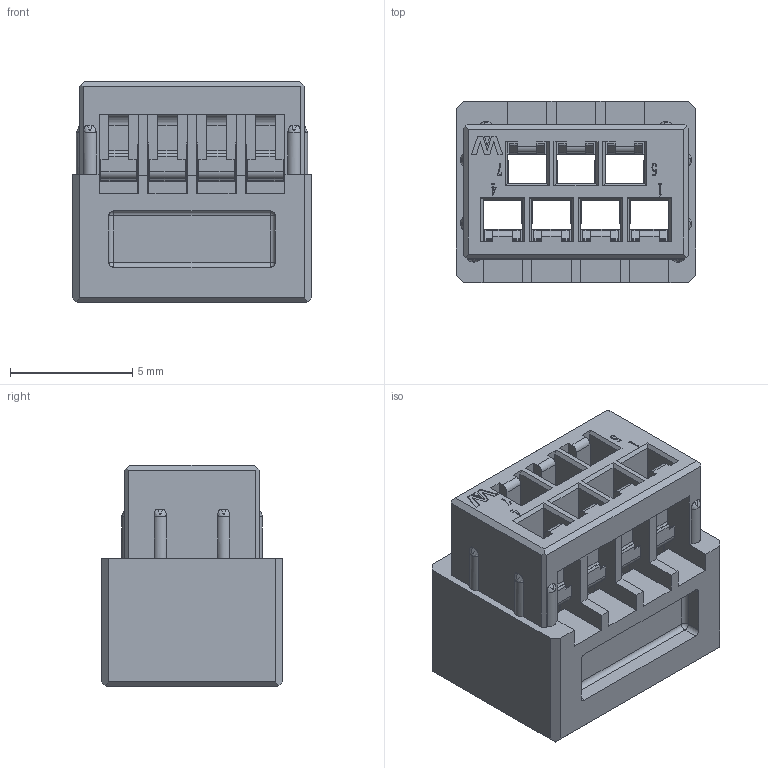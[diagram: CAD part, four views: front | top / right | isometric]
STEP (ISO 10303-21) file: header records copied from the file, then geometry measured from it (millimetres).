
FILE_DESCRIPTION( ('This file contains a STEP AP42 implementation' ,'as created by ZW3D STEP Interface translator.') ,'2;1' );
FILE_NAME( 'GMJE06E-2007A02(W).stp' ,'231225.112211', (''), ('ZWCAD Software Co.'), 'Version 1.0', 'ZW3D to STEP translator', '' );
FILE_SCHEMA(('AUTOMOTIVE_DESIGN { 1 0 10303 214 1 1 1 1 }'));
Length unit declared in the file: millimetre
Products named in the file (1): 0
Bounding box: 9.8 x 7.4 x 9.05 mm (x, y, z)
Volume: 273 mm3; surface area: 798.9 mm2
Topology: 1 solids, 1 shells, 575 faces, 1681 edges, 1108 vertices
Faces by surface type: plane 398, cylinder 115, bspline 54, sphere 8
Entity records: 21285 total; most frequent: CARTESIAN_POINT 5666, ORIENTED_EDGE 3360, DIRECTION 2793, EDGE_CURVE 1680, VECTOR 1333, LINE 1333, VERTEX_POINT 1108, AXIS2_PLACEMENT_3D 730
